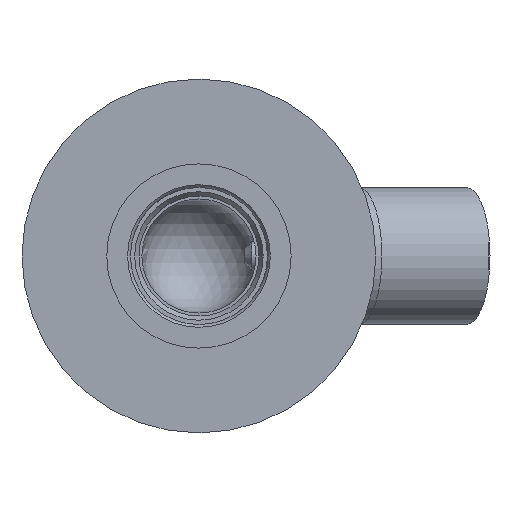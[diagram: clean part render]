
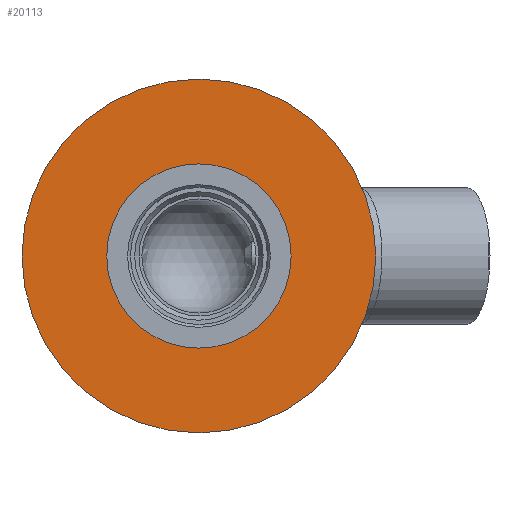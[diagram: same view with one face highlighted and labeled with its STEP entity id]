
A CAD part, left-side view. The second image highlights one B-rep face of the part: STEP entity #20113.
In plain terms, the highlighted planar face has unit normal (-1, 0, 0).
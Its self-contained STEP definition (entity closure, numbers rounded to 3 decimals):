
#108 = EDGE_CURVE ( 'NONE', #5194, #5194, #1145, .T. ) ;
#1145 = CIRCLE ( 'NONE', #15043, 12.25 ) ;
#1275 = CARTESIAN_POINT ( 'NONE',  ( 5., 0., 31. ) ) ;
#1279 = DIRECTION ( 'NONE',  ( 0., 0., 1. ) ) ;
#2949 = EDGE_LOOP ( 'NONE', ( #22301 ) ) ;
#4154 = CIRCLE ( 'NONE', #18039, 31. ) ;
#5194 = VERTEX_POINT ( 'NONE', #8856 ) ;
#6157 = DIRECTION ( 'NONE',  ( -1., 0., 0. ) ) ;
#6442 = VERTEX_POINT ( 'NONE', #1275 ) ;
#6446 = CARTESIAN_POINT ( 'NONE',  ( 5., 0., 0. ) ) ;
#6497 = DIRECTION ( 'NONE',  ( 0., 0., 1. ) ) ;
#7756 = FACE_OUTER_BOUND ( 'NONE', #2949, .T. ) ;
#8856 = CARTESIAN_POINT ( 'NONE',  ( 5., 0., 12.25 ) ) ;
#8895 = EDGE_LOOP ( 'NONE', ( #12858 ) ) ;
#9580 = FACE_BOUND ( 'NONE', #8895, .T. ) ;
#9814 = CARTESIAN_POINT ( 'NONE',  ( 5., 0., 0. ) ) ;
#12858 = ORIENTED_EDGE ( 'NONE', *, *, #108, .F. ) ;
#13353 = DIRECTION ( 'NONE',  ( -1., 0., 0. ) ) ;
#13411 = DIRECTION ( 'NONE',  ( -1., 0., 0. ) ) ;
#14854 = PLANE ( 'NONE',  #17345 ) ;
#15043 = AXIS2_PLACEMENT_3D ( 'NONE', #18402, #13353, #6497 ) ;
#17345 = AXIS2_PLACEMENT_3D ( 'NONE', #9814, #6157, #18512 ) ;
#18039 = AXIS2_PLACEMENT_3D ( 'NONE', #6446, #13411, #1279 ) ;
#18402 = CARTESIAN_POINT ( 'NONE',  ( 5., 0., 0. ) ) ;
#18512 = DIRECTION ( 'NONE',  ( 0., 0., 1. ) ) ;
#20113 = ADVANCED_FACE ( 'NONE', ( #9580, #7756 ), #14854, .T. ) ;
#20632 = EDGE_CURVE ( 'NONE', #6442, #6442, #4154, .T. ) ;
#22301 = ORIENTED_EDGE ( 'NONE', *, *, #20632, .T. ) ;
